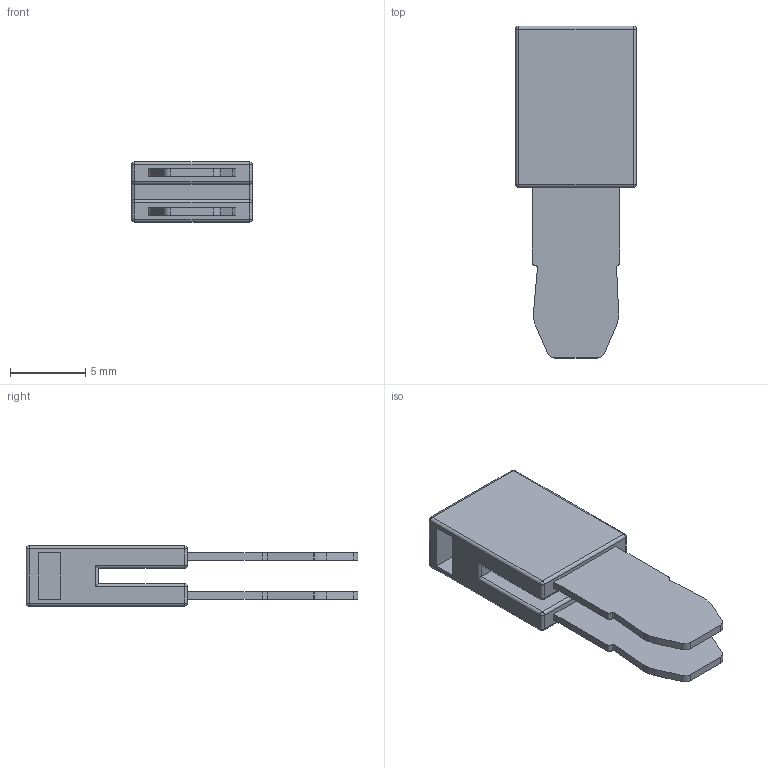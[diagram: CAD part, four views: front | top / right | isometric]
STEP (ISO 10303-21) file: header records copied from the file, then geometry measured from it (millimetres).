
FILE_DESCRIPTION((''),'2;1');
FILE_NAME('WFA1_5-01P-1Y-00A_H_','2020-06-05T',('Administrator'),(''),'PRO/ENGINEER BY PARAMETRIC TECHNOLOGY CORPORATION, 2014000','PRO/ENGINEER BY PARAMETRIC TECHNOLOGY CORPORATION, 2014000','');
FILE_SCHEMA(('CONFIG_CONTROL_DESIGN'));
Length unit declared in the file: millimetre
Products named in the file (1): WFA1_5-01P-1Y-00A_H_
Bounding box: 8 x 22 x 4 mm (x, y, z)
Volume: 327.4 mm3; surface area: 713.1 mm2
Topology: 1 solids, 1 shells, 92 faces, 230 edges, 132 vertices
Faces by surface type: cylinder 42, plane 38, sphere 12
Entity records: 2731 total; most frequent: CARTESIAN_POINT 567, DIRECTION 446, ORIENTED_EDGE 436, EDGE_CURVE 218, AXIS2_PLACEMENT_3D 154, VECTOR 138, LINE 138, VERTEX_POINT 132
